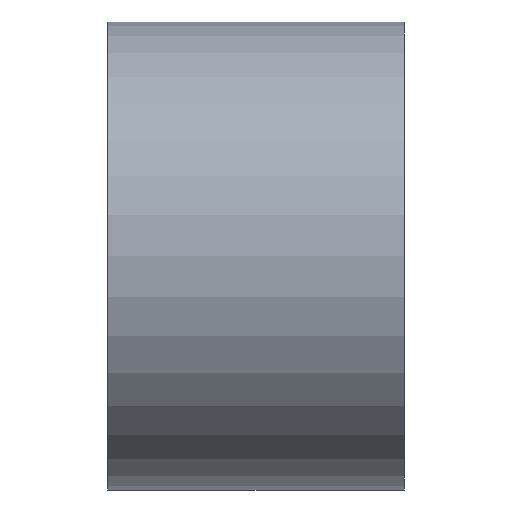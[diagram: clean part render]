
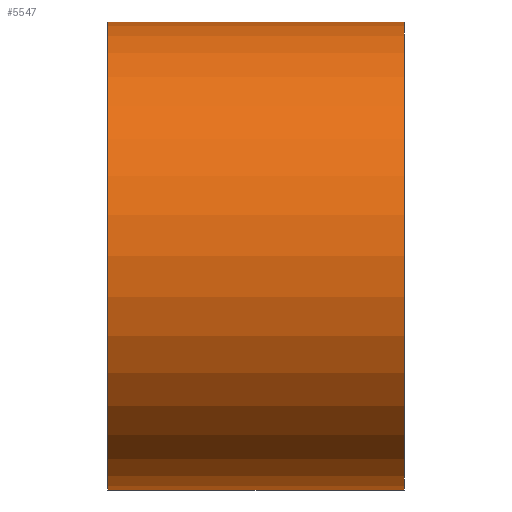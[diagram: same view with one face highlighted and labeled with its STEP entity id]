
A CAD part, front view. The second image highlights one B-rep face of the part: STEP entity #5547.
In plain terms, the highlighted cylindrical face has radius 45 mm (diameter 90 mm), a partial arc.
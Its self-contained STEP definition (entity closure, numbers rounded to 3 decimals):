
#842 = CARTESIAN_POINT ( 'NONE',  ( 0., 0., 45. ) ) ;
#989 = EDGE_CURVE ( 'NONE', #6639, #1954, #7203, .T. ) ;
#1085 = DIRECTION ( 'NONE',  ( 1., 0., 0. ) ) ;
#1326 = CARTESIAN_POINT ( 'NONE',  ( -57., 0., 45. ) ) ;
#1417 = LINE ( 'NONE', #842, #3729 ) ;
#1669 = ORIENTED_EDGE ( 'NONE', *, *, #4030, .F. ) ;
#1716 = CIRCLE ( 'NONE', #2332, 45. ) ;
#1803 = LINE ( 'NONE', #2230, #2361 ) ;
#1942 = CARTESIAN_POINT ( 'NONE',  ( 0., 0., -45. ) ) ;
#1954 = VERTEX_POINT ( 'NONE', #1942 ) ;
#2230 = CARTESIAN_POINT ( 'NONE',  ( 0., 0., -45. ) ) ;
#2250 = AXIS2_PLACEMENT_3D ( 'NONE', #2278, #1085, #3079 ) ;
#2278 = CARTESIAN_POINT ( 'NONE',  ( 0., 0., 0. ) ) ;
#2332 = AXIS2_PLACEMENT_3D ( 'NONE', #3958, #6326, #2912 ) ;
#2361 = VECTOR ( 'NONE', #6492, 1000. ) ;
#2465 = VERTEX_POINT ( 'NONE', #1326 ) ;
#2742 = ORIENTED_EDGE ( 'NONE', *, *, #5367, .T. ) ;
#2912 = DIRECTION ( 'NONE',  ( 0., 0., -1. ) ) ;
#2974 = CARTESIAN_POINT ( 'NONE',  ( 0., 0., 0. ) ) ;
#3079 = DIRECTION ( 'NONE',  ( 0., 0., -1. ) ) ;
#3095 = FACE_OUTER_BOUND ( 'NONE', #6429, .T. ) ;
#3729 = VECTOR ( 'NONE', #5611, 1000. ) ;
#3739 = ORIENTED_EDGE ( 'NONE', *, *, #989, .F. ) ;
#3958 = CARTESIAN_POINT ( 'NONE',  ( -57., 0., 0. ) ) ;
#4030 = EDGE_CURVE ( 'NONE', #2465, #6639, #1417, .T. ) ;
#4082 = AXIS2_PLACEMENT_3D ( 'NONE', #2974, #5341, #4189 ) ;
#4189 = DIRECTION ( 'NONE',  ( 0., 0., -1. ) ) ;
#4197 = CARTESIAN_POINT ( 'NONE',  ( 0., 0., 45. ) ) ;
#4641 = VERTEX_POINT ( 'NONE', #5948 ) ;
#4882 = CYLINDRICAL_SURFACE ( 'NONE', #4082, 45. ) ;
#5341 = DIRECTION ( 'NONE',  ( 1., 0., 0. ) ) ;
#5367 = EDGE_CURVE ( 'NONE', #2465, #4641, #1716, .T. ) ;
#5547 = ADVANCED_FACE ( 'NONE', ( #3095 ), #4882, .T. ) ;
#5611 = DIRECTION ( 'NONE',  ( 1., 0., 0. ) ) ;
#5948 = CARTESIAN_POINT ( 'NONE',  ( -57., 0., -45. ) ) ;
#6326 = DIRECTION ( 'NONE',  ( 1., 0., 0. ) ) ;
#6429 = EDGE_LOOP ( 'NONE', ( #1669, #2742, #6753, #3739 ) ) ;
#6492 = DIRECTION ( 'NONE',  ( 1., 0., 0. ) ) ;
#6639 = VERTEX_POINT ( 'NONE', #4197 ) ;
#6753 = ORIENTED_EDGE ( 'NONE', *, *, #7166, .T. ) ;
#7166 = EDGE_CURVE ( 'NONE', #4641, #1954, #1803, .T. ) ;
#7203 = CIRCLE ( 'NONE', #2250, 45. ) ;
